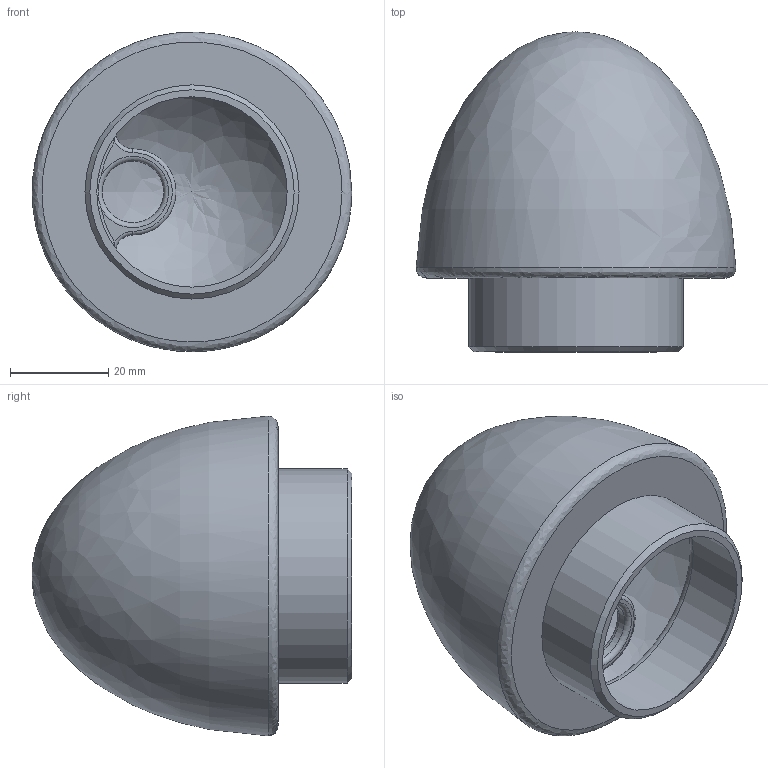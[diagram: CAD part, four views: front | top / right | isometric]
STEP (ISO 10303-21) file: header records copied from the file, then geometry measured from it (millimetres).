
FILE_DESCRIPTION(/* description */ (''),/* implementation_level */ '2;1');
FILE_NAME(/* name */ 'NoseCone v3.step',/* time_stamp */ '2023-09-28T22:45:30-04:00',/* author */ (''),/* organization */ (''),/* preprocessor_version */ 'ST-DEVELOPER v20',/* originating_system */ 'Autodesk Translation Framework v12.14.0.127',/* authorisation */ '');
FILE_SCHEMA (('AUTOMOTIVE_DESIGN { 1 0 10303 214 3 1 1 }'));
Length unit declared in the file: millimetre
Products named in the file (1): NoseCone
Bounding box: 64.94 x 65 x 64.93 mm (x, y, z)
Volume: 14234.8 mm3; surface area: 25225.7 mm2
Topology: 1 solids, 1 shells, 36 faces, 89 edges, 50 vertices
Faces by surface type: torus 13, bspline 10, cylinder 6, plane 5, cone 2
Full cylindrical faces by diameter (mm): 12.5 x1, 41.5 x1, 43.5 x1
Entity records: 1793 total; most frequent: CARTESIAN_POINT 974, DIRECTION 172, ORIENTED_EDGE 166, EDGE_CURVE 83, AXIS2_PLACEMENT_3D 81, CIRCLE 53, VERTEX_POINT 50, EDGE_LOOP 39
